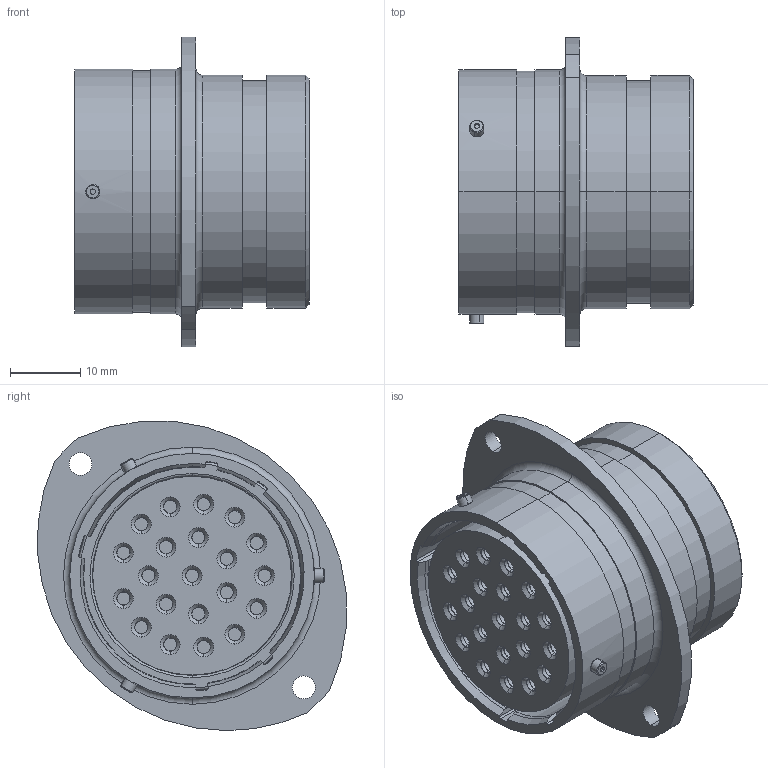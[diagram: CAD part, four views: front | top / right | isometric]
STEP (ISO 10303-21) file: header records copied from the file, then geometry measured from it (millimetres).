
FILE_DESCRIPTION (( 'STEP AP214' ), '1' );
FILE_NAME ('AS022-21SD.STEP', '2020-10-30T12:25:35', ( 'TE Connectivity' ), ( 'TE Connectivity' ), 'SwSTEP 2.0', 'SolidWorks 2016', '' );
FILE_SCHEMA (( 'AUTOMOTIVE_DESIGN' ));
Length unit declared in the file: millimetre
Products named in the file (1): AS022-21SD
Bounding box: 33.31 x 43.94 x 44 mm (x, y, z)
Volume: 24583.1 mm3; surface area: 21906.1 mm2
Topology: 9 solids, 9 shells, 912 faces, 1979 edges, 1118 vertices
Faces by surface type: torus 316, cylinder 275, cone 230, plane 75, sphere 16
Entity records: 35284 total; most frequent: DIRECTION 5132, CARTESIAN_POINT 4280, ORIENTED_EDGE 3926, AXIS2_PLACEMENT_3D 2298, EDGE_CURVE 1963, CIRCLE 1387, VERTEX_POINT 1112, EDGE_LOOP 1051
